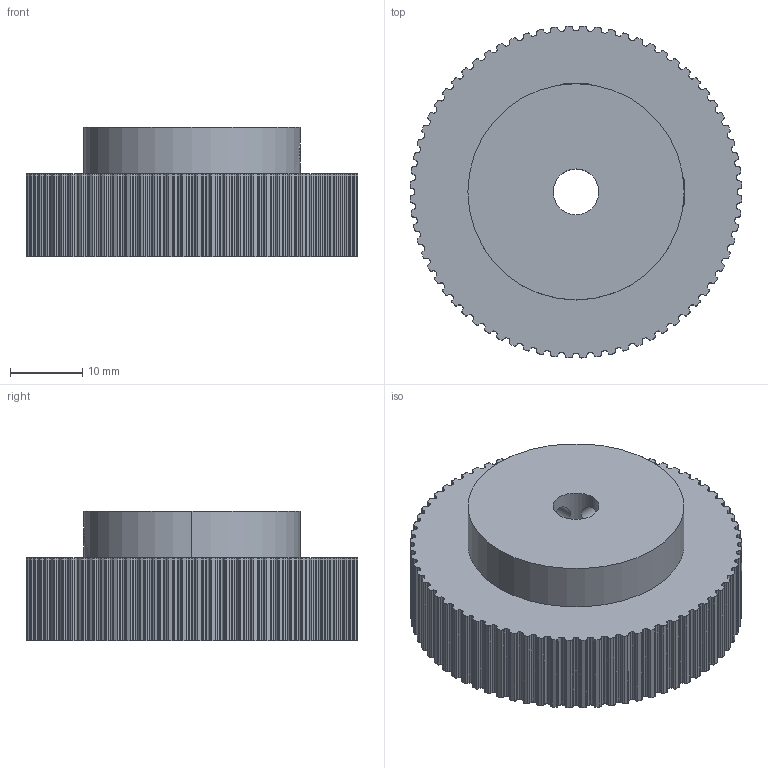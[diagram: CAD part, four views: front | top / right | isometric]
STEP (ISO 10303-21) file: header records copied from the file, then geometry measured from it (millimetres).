
FILE_DESCRIPTION (( 'STEP AP203' ), '1' );
FILE_NAME ('A72NF-MXL025-B0250.step', '2023-08-24T19:26:37', ( '' ), ( '' ), 'SwSTEP 2.0', 'SolidWorks 2021', '' );
FILE_SCHEMA (( 'CONFIG_CONTROL_DESIGN' ));
Length unit declared in the file: millimetre
Products named in the file (1): A72NF-MXL025-B0250
Bounding box: 46.04 x 46.04 x 18 mm (x, y, z)
Volume: 22566.6 mm3; surface area: 6738.5 mm2
Topology: 3 solids, 3 shells, 690 faces, 2019 edges, 1332 vertices
Faces by surface type: cylinder 501, plane 163, cone 26
Entity records: 23694 total; most frequent: CARTESIAN_POINT 4400, DIRECTION 4375, ORIENTED_EDGE 4030, EDGE_CURVE 2015, AXIS2_PLACEMENT_3D 1707, VERTEX_POINT 1332, CIRCLE 1016, LINE 961
